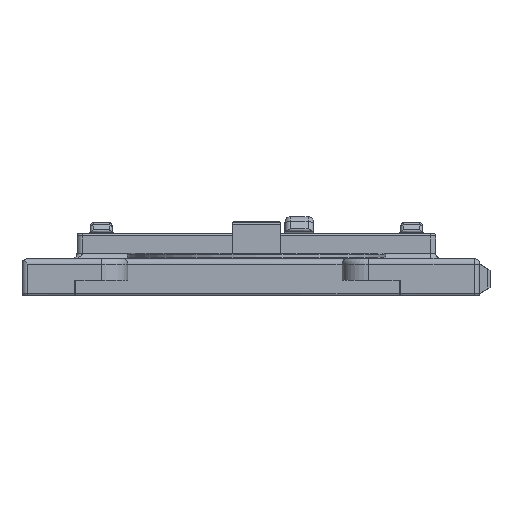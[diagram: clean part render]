
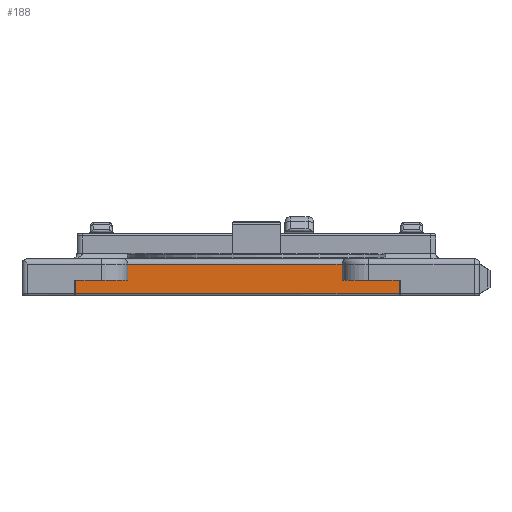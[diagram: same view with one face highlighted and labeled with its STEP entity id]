
A CAD part, left-side view. The second image highlights one B-rep face of the part: STEP entity #188.
In plain terms, the highlighted planar face has unit normal (-1, 0, 0).
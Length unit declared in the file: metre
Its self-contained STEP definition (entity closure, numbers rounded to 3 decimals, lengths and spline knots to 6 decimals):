
#188=ADVANCED_FACE('15:334',(#593),#594,.T.);
#593=FACE_OUTER_BOUND('',#1650,.T.);
#594=PLANE('',#1651);
#1650=EDGE_LOOP('',(#3385,#3386,#3387,#3388));
#1651=AXIS2_PLACEMENT_3D('',#3389,#3390,#3391);
#3385=ORIENTED_EDGE('',*,*,#5709,.F.);
#3386=ORIENTED_EDGE('',*,*,#5718,.F.);
#3387=ORIENTED_EDGE('',*,*,#5719,.F.);
#3388=ORIENTED_EDGE('',*,*,#5716,.F.);
#3389=CARTESIAN_POINT('',(0.0228,0.023343,0.0));
#3390=DIRECTION('',(-1.0,0.0,0.0));
#3391=DIRECTION('',(0.0,-1.0,0.0));
#5709=EDGE_CURVE('43:10821',#6642,#6637,#6644,.T.);
#5716=EDGE_CURVE('43:10346',#6637,#6653,#6654,.T.);
#5718=EDGE_CURVE('43:10401',#6656,#6642,#6657,.T.);
#5719=EDGE_CURVE('43:10481',#6653,#6656,#6658,.T.);
#6637=VERTEX_POINT('',#8054);
#6642=VERTEX_POINT('',#8060);
#6644=LINE('',#8062,#8063);
#6653=VERTEX_POINT('',#8073);
#6654=LINE('',#8074,#8075);
#6656=VERTEX_POINT('',#8077);
#6657=LINE('',#8078,#8079);
#6658=LINE('',#8080,#8081);
#8054=CARTESIAN_POINT('',(0.0228,-0.001696,0.0003));
#8060=CARTESIAN_POINT('',(0.0228,-0.001696,0.0058));
#8062=CARTESIAN_POINT('',(0.0228,-0.001696,0.0));
#8063=VECTOR('',#9989,1.0);
#8073=CARTESIAN_POINT('',(0.0228,0.058382,0.0003));
#8074=CARTESIAN_POINT('',(0.0228,0.011672,0.0003));
#8075=VECTOR('',#10006,1.0);
#8077=CARTESIAN_POINT('',(0.0228,0.058382,0.0058));
#8078=CARTESIAN_POINT('',(0.0228,0.011672,0.0058));
#8079=VECTOR('',#10010,1.0);
#8080=CARTESIAN_POINT('',(0.0228,0.058382,0.0));
#8081=VECTOR('',#10011,1.0);
#9989=DIRECTION('',(-0.0,0.0,-1.0));
#10006=DIRECTION('',(-0.0,1.0,-0.0));
#10010=DIRECTION('',(-0.0,-1.0,0.0));
#10011=DIRECTION('',(0.0,0.0,1.0));
